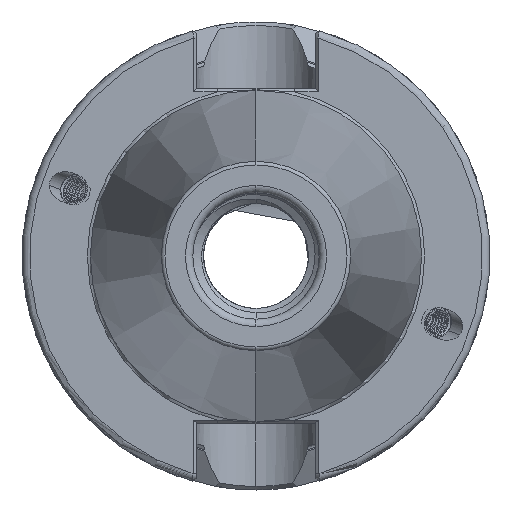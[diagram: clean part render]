
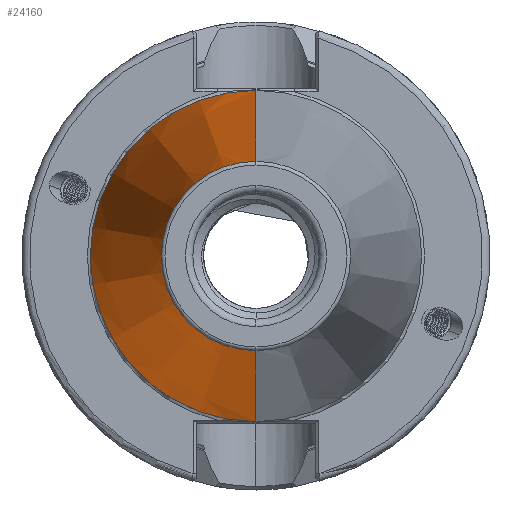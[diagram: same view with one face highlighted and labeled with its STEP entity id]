
A CAD part, left-side view. The second image highlights one B-rep face of the part: STEP entity #24160.
In plain terms, the highlighted conical face has half-angle 8.297 degrees and reference radius 22.298 mm.
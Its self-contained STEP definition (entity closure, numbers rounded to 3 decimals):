
#188 = EDGE_CURVE ( 'NONE', #712, #665, #1600, .T. ) ;
#208 = EDGE_CURVE ( 'NONE', #665, #618, #1574, .T. ) ;
#210 = EDGE_CURVE ( 'NONE', #607, #618, #1609, .T. ) ;
#239 = EDGE_CURVE ( 'NONE', #712, #607, #1641, .T. ) ;
#607 = VERTEX_POINT ( 'NONE', #21780 ) ;
#618 = VERTEX_POINT ( 'NONE', #21951 ) ;
#665 = VERTEX_POINT ( 'NONE', #21054 ) ;
#712 = VERTEX_POINT ( 'NONE', #21113 ) ;
#817 = CONICAL_SURFACE ( 'NONE', #20703, 22.298, 0.145 ) ;
#856 = FACE_OUTER_BOUND ( 'NONE', #6278, .T. ) ;
#1574 = LINE ( 'NONE', #23210, #1578 ) ;
#1578 = VECTOR ( 'NONE', #23227, 1000. ) ;
#1600 = CIRCLE ( 'NONE', #3761, 12.75 ) ;
#1609 = CIRCLE ( 'NONE', #3767, 22.298 ) ;
#1634 = VECTOR ( 'NONE', #23488, 1000. ) ;
#1641 = LINE ( 'NONE', #23431, #1634 ) ;
#3761 = AXIS2_PLACEMENT_3D ( 'NONE', #23134, #23144, #23140 ) ;
#3767 = AXIS2_PLACEMENT_3D ( 'NONE', #23240, #23268, #23284 ) ;
#6278 = EDGE_LOOP ( 'NONE', ( #6585, #6606, #6569, #6588 ) ) ;
#6569 = ORIENTED_EDGE ( 'NONE', *, *, #210, .F. ) ;
#6585 = ORIENTED_EDGE ( 'NONE', *, *, #188, .T. ) ;
#6588 = ORIENTED_EDGE ( 'NONE', *, *, #239, .F. ) ;
#6606 = ORIENTED_EDGE ( 'NONE', *, *, #208, .T. ) ;
#13528 = DIRECTION ( 'NONE',  ( 1., 0., 0. ) ) ;
#13540 = DIRECTION ( 'NONE',  ( 0., 0., -1. ) ) ;
#13549 = CARTESIAN_POINT ( 'NONE',  ( -1.5, 0., 0. ) ) ;
#20703 = AXIS2_PLACEMENT_3D ( 'NONE', #13549, #13528, #13540 ) ;
#21054 = CARTESIAN_POINT ( 'NONE',  ( -66.972, 0., 12.75 ) ) ;
#21113 = CARTESIAN_POINT ( 'NONE',  ( -66.972, 0., -12.75 ) ) ;
#21780 = CARTESIAN_POINT ( 'NONE',  ( -1.5, 0., -22.298 ) ) ;
#21951 = CARTESIAN_POINT ( 'NONE',  ( -1.5, 0., 22.298 ) ) ;
#23134 = CARTESIAN_POINT ( 'NONE',  ( -66.972, 0., 0. ) ) ;
#23140 = DIRECTION ( 'NONE',  ( 0., 0., -1. ) ) ;
#23144 = DIRECTION ( 'NONE',  ( 1., 0., 0. ) ) ;
#23210 = CARTESIAN_POINT ( 'NONE',  ( -1.5, 0., 22.298 ) ) ;
#23227 = DIRECTION ( 'NONE',  ( 0.99, 0., 0.144 ) ) ;
#23240 = CARTESIAN_POINT ( 'NONE',  ( -1.5, 0., 0. ) ) ;
#23268 = DIRECTION ( 'NONE',  ( 1., 0., 0. ) ) ;
#23284 = DIRECTION ( 'NONE',  ( 0., 0., -1. ) ) ;
#23431 = CARTESIAN_POINT ( 'NONE',  ( -1.5, 0., -22.298 ) ) ;
#23488 = DIRECTION ( 'NONE',  ( 0.99, 0., -0.144 ) ) ;
#24160 = ADVANCED_FACE ( 'NONE', ( #856 ), #817, .T. ) ;
